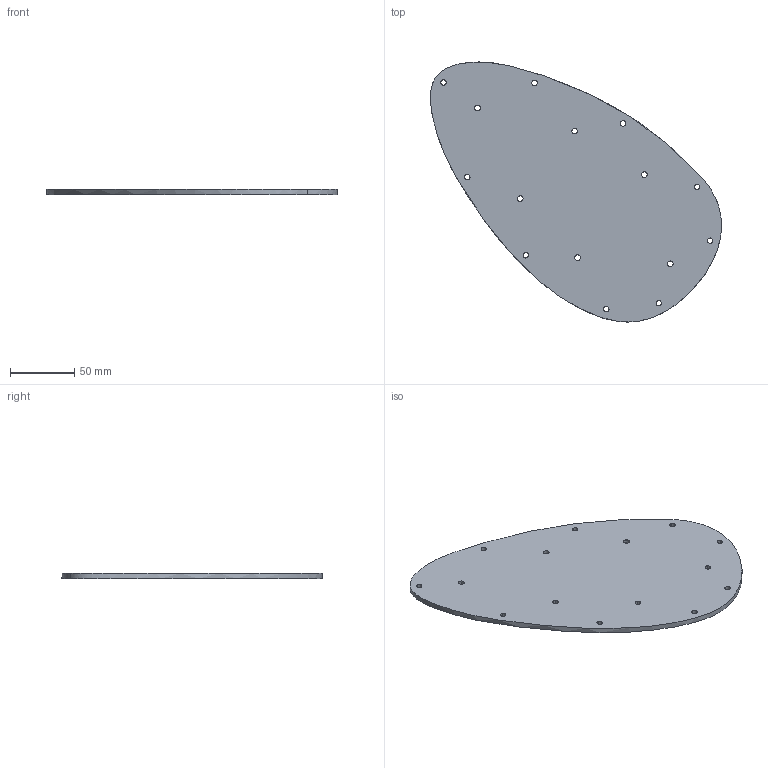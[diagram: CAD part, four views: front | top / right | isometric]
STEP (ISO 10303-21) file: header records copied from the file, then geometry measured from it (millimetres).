
FILE_DESCRIPTION(/* description */ (''),/* implementation_level */ '2;1');
FILE_NAME(/* name */ 'audition back plate electronic II',/* time_stamp */ '2023-07-24T00:06:53+07:00',/* author */ (''),/* organization */ (''),/* preprocessor_version */ 'ST-DEVELOPER v15',/* originating_system */ '',/* authorisation */ '');
FILE_SCHEMA (('AUTOMOTIVE_DESIGN'));
Length unit declared in the file: millimetre
Products named in the file (1): Document
Bounding box: 226.06 x 202.01 x 4 mm (x, y, z)
Volume: 116520.5 mm3; surface area: 61638.2 mm2
Topology: 1 solids, 1 shells, 34 faces, 103 edges, 86 vertices
Faces by surface type: bspline 34
Entity records: 3020 total; most frequent: CARTESIAN_POINT 1733, ORIENTED_EDGE 192, PCURVE 192, DEFINITIONAL_REPRESENTATION 192, B_SPLINE_CURVE_WITH_KNOTS 139, SURFACE_CURVE 96, EDGE_CURVE 96, EDGE_LOOP 64
